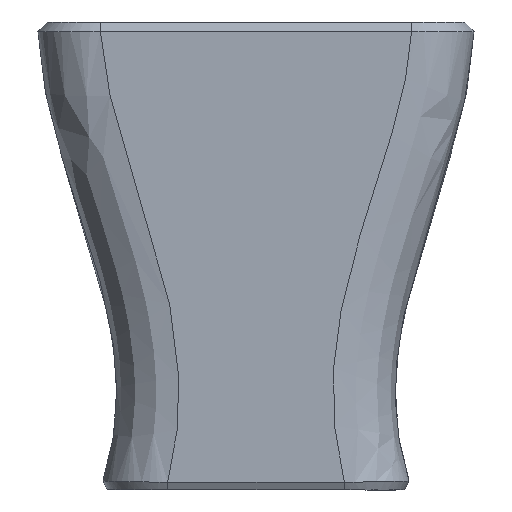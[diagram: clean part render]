
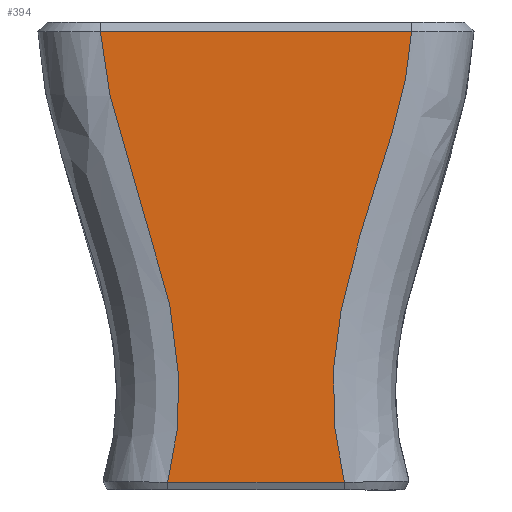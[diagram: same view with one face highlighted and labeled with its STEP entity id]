
A CAD part, front view. The second image highlights one B-rep face of the part: STEP entity #394.
In plain terms, the highlighted planar face has unit normal (0, -1, 0).
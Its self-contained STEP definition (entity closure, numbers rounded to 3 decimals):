
#19 = EDGE_CURVE ( 'NONE', #360, #2206, #1739, .T. ) ;
#48 = CARTESIAN_POINT ( 'NONE',  ( 2.462, -15., -4.207 ) ) ;
#181 = VERTEX_POINT ( 'NONE', #999 ) ;
#223 = CARTESIAN_POINT ( 'NONE',  ( 2.675, -15., -6.655 ) ) ;
#227 = CARTESIAN_POINT ( 'NONE',  ( -2.451, -15., -4.213 ) ) ;
#242 = CARTESIAN_POINT ( 'NONE',  ( -2.687, -15., -6.65 ) ) ;
#257 = CARTESIAN_POINT ( 'NONE',  ( -4.955, -15., 6.582 ) ) ;
#279 = B_SPLINE_CURVE_WITH_KNOTS ( 'NONE', 3,
 ( #2124, #223, #451, #670, #1684, #48, #2525, #628, #1522, #1478, #1949, #892, #2373, #480, #1061, #1905 ),
 .UNSPECIFIED., .F., .F.,
 ( 4, 2, 2, 2, 2, 2, 2, 4 ),
 ( 0., 0.002, 0.003, 0.004, 0.008, 0.011, 0.013, 0.015 ),
 .UNSPECIFIED. ) ;
#324 = EDGE_CURVE ( 'NONE', #2365, #181, #1543, .T. ) ;
#360 = VERTEX_POINT ( 'NONE', #2201 ) ;
#373 = ORIENTED_EDGE ( 'NONE', *, *, #1217, .T. ) ;
#394 = ADVANCED_FACE ( 'NONE', ( #2585 ), #1094, .F. ) ;
#451 = CARTESIAN_POINT ( 'NONE',  ( 2.569, -15., -6.049 ) ) ;
#469 = CARTESIAN_POINT ( 'NONE',  ( -2.754, -15., -6.954 ) ) ;
#480 = CARTESIAN_POINT ( 'NONE',  ( 4.86, -15., 5.97 ) ) ;
#628 = CARTESIAN_POINT ( 'NONE',  ( 2.568, -15., -2.35 ) ) ;
#645 = CARTESIAN_POINT ( 'NONE',  ( -2.457, -15., -4.823 ) ) ;
#661 = CARTESIAN_POINT ( 'NONE',  ( -4.86, -15., 5.972 ) ) ;
#670 = CARTESIAN_POINT ( 'NONE',  ( 2.485, -15., -5.132 ) ) ;
#673 = DIRECTION ( 'NONE',  ( 0., 1., 0. ) ) ;
#674 = CARTESIAN_POINT ( 'NONE',  ( -4.597, -15., 4.762 ) ) ;
#687 = CARTESIAN_POINT ( 'NONE',  ( -5.25, -15., 0.088 ) ) ;
#688 = CARTESIAN_POINT ( 'NONE',  ( -2.526, -15., -2.994 ) ) ;
#812 = EDGE_CURVE ( 'NONE', #2206, #2365, #279, .T. ) ;
#892 = CARTESIAN_POINT ( 'NONE',  ( 4.433, -15., 4.174 ) ) ;
#928 = CARTESIAN_POINT ( 'NONE',  ( -3.893, -15., 2.389 ) ) ;
#934 = ORIENTED_EDGE ( 'NONE', *, *, #324, .T. ) ;
#999 = CARTESIAN_POINT ( 'NONE',  ( -4.989, -15., 7.2 ) ) ;
#1026 = ORIENTED_EDGE ( 'NONE', *, *, #812, .T. ) ;
#1061 = CARTESIAN_POINT ( 'NONE',  ( 4.955, -15., 6.579 ) ) ;
#1094 = PLANE ( 'NONE',  #2328 ) ;
#1111 = CARTESIAN_POINT ( 'NONE',  ( -2.985, -15., -0.567 ) ) ;
#1217 = EDGE_CURVE ( 'NONE', #181, #360, #1314, .T. ) ;
#1314 = B_SPLINE_CURVE_WITH_KNOTS ( 'NONE', 3,
 ( #1939, #257, #661, #674, #2171, #928, #1338, #1111, #2128, #2186, #688, #227, #645, #2542, #2363, #242, #469, #1493 ),
 .UNSPECIFIED., .F., .F.,
 ( 4, 2, 2, 2, 2, 2, 2, 2, 4 ),
 ( 0., 0.002, 0.004, 0.008, 0.01, 0.011, 0.013, 0.014, 0.015 ),
 .UNSPECIFIED. ) ;
#1338 = CARTESIAN_POINT ( 'NONE',  ( -3.483, -15., 1.219 ) ) ;
#1478 = CARTESIAN_POINT ( 'NONE',  ( 3.487, -15., 1.231 ) ) ;
#1493 = CARTESIAN_POINT ( 'NONE',  ( -2.833, -15., -7.255 ) ) ;
#1522 = CARTESIAN_POINT ( 'NONE',  ( 2.823, -15., -1.146 ) ) ;
#1525 = DIRECTION ( 'NONE',  ( 0., 0., 1. ) ) ;
#1543 = LINE ( 'NONE', #1763, #2021 ) ;
#1557 = ORIENTED_EDGE ( 'NONE', *, *, #19, .T. ) ;
#1562 = CARTESIAN_POINT ( 'NONE',  ( -5.25, -15., -7.255 ) ) ;
#1684 = CARTESIAN_POINT ( 'NONE',  ( 2.469, -15., -4.824 ) ) ;
#1739 = LINE ( 'NONE', #1562, #2684 ) ;
#1763 = CARTESIAN_POINT ( 'NONE',  ( -5.25, -15., 7.2 ) ) ;
#1905 = CARTESIAN_POINT ( 'NONE',  ( 4.989, -15., 7.2 ) ) ;
#1939 = CARTESIAN_POINT ( 'NONE',  ( -4.989, -15., 7.2 ) ) ;
#1949 = CARTESIAN_POINT ( 'NONE',  ( 3.897, -15., 2.402 ) ) ;
#2021 = VECTOR ( 'NONE', #2351, 1000. ) ;
#2080 = CARTESIAN_POINT ( 'NONE',  ( 4.989, -15., 7.2 ) ) ;
#2124 = CARTESIAN_POINT ( 'NONE',  ( 2.833, -15., -7.255 ) ) ;
#2128 = CARTESIAN_POINT ( 'NONE',  ( -2.837, -15., -1.167 ) ) ;
#2171 = CARTESIAN_POINT ( 'NONE',  ( -4.431, -15., 4.165 ) ) ;
#2186 = CARTESIAN_POINT ( 'NONE',  ( -2.608, -15., -2.383 ) ) ;
#2201 = CARTESIAN_POINT ( 'NONE',  ( -2.833, -15., -7.255 ) ) ;
#2206 = VERTEX_POINT ( 'NONE', #2317 ) ;
#2272 = EDGE_LOOP ( 'NONE', ( #1026, #934, #373, #1557 ) ) ;
#2317 = CARTESIAN_POINT ( 'NONE',  ( 2.833, -15., -7.255 ) ) ;
#2328 = AXIS2_PLACEMENT_3D ( 'NONE', #687, #673, #1525 ) ;
#2351 = DIRECTION ( 'NONE',  ( -1., 0., 0. ) ) ;
#2363 = CARTESIAN_POINT ( 'NONE',  ( -2.58, -15., -6.041 ) ) ;
#2365 = VERTEX_POINT ( 'NONE', #2080 ) ;
#2373 = CARTESIAN_POINT ( 'NONE',  ( 4.599, -15., 4.768 ) ) ;
#2525 = CARTESIAN_POINT ( 'NONE',  ( 2.47, -15., -3.895 ) ) ;
#2542 = CARTESIAN_POINT ( 'NONE',  ( -2.54, -15., -5.736 ) ) ;
#2585 = FACE_OUTER_BOUND ( 'NONE', #2272, .T. ) ;
#2609 = DIRECTION ( 'NONE',  ( 1., 0., 0. ) ) ;
#2684 = VECTOR ( 'NONE', #2609, 1000. ) ;
